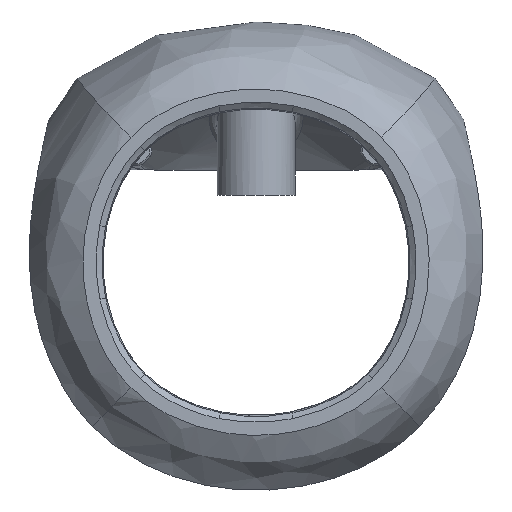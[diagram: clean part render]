
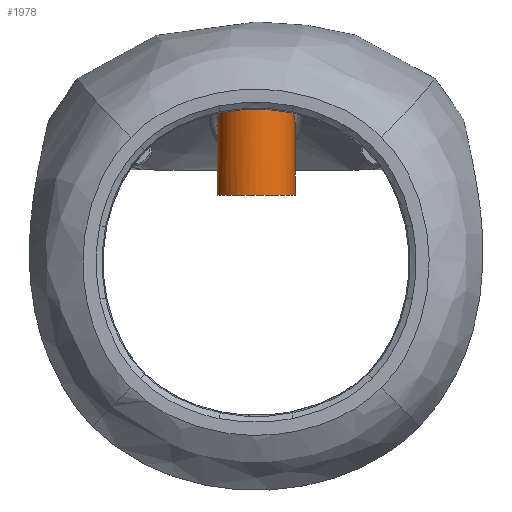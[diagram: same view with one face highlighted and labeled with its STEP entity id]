
A CAD part, front view. The second image highlights one B-rep face of the part: STEP entity #1978.
In plain terms, the highlighted cylindrical face has radius 4 mm (diameter 8 mm), a full revolution.
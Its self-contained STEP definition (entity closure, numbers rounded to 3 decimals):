
#76=LINE('',#2623,#160);
#160=VECTOR('',#2200,4.);
#244=CYLINDRICAL_SURFACE('',#2122,4.);
#254=FACE_OUTER_BOUND('',#384,.T.);
#384=EDGE_LOOP('',(#1271,#1272,#1273,#1274,#1275));
#519=B_SPLINE_CURVE_WITH_KNOTS('',3,(#2571,#2572,#2573,#2574,#2575,#2576),
 .UNSPECIFIED.,.F.,.F.,(4,2,4),(-2.869,-2.794,-2.766),
 .UNSPECIFIED.);
#520=B_SPLINE_CURVE_WITH_KNOTS('',3,(#2577,#2578,#2579,#2580,#2581,#2582,
#2583,#2584,#2585,#2586,#2587,#2588,#2589,#2590,#2591,#2592,#2593,#2594),
 .UNSPECIFIED.,.F.,.F.,(4,2,2,1,2,2,1,1,2,1,4),(-2.766,-2.311,
-2.014,-1.866,-1.717,-1.235,-0.907,
-0.743,-0.579,-0.29,0.),
 .UNSPECIFIED.);
#719=CIRCLE('',#2123,4.);
#749=VERTEX_POINT('',#2568);
#750=VERTEX_POINT('',#2570);
#753=VERTEX_POINT('',#2622);
#945=EDGE_CURVE('',#749,#750,#519,.T.);
#946=EDGE_CURVE('',#750,#749,#520,.T.);
#950=EDGE_CURVE('',#750,#753,#76,.T.);
#951=EDGE_CURVE('',#753,#753,#719,.T.);
#1271=ORIENTED_EDGE('',*,*,#945,.F.);
#1272=ORIENTED_EDGE('',*,*,#946,.F.);
#1273=ORIENTED_EDGE('',*,*,#950,.T.);
#1274=ORIENTED_EDGE('',*,*,#951,.T.);
#1275=ORIENTED_EDGE('',*,*,#950,.F.);
#1978=ADVANCED_FACE('',(#254),#244,.T.);
#2122=AXIS2_PLACEMENT_3D('',#2621,#2198,#2199);
#2123=AXIS2_PLACEMENT_3D('',#2624,#2201,#2202);
#2198=DIRECTION('center_axis',(0.,0.,1.));
#2199=DIRECTION('ref_axis',(-1.,0.,0.));
#2200=DIRECTION('',(0.,0.,-1.));
#2201=DIRECTION('center_axis',(0.,0.,1.));
#2202=DIRECTION('ref_axis',(-1.,0.,0.));
#2568=CARTESIAN_POINT('',(3.913,17.168,56.046));
#2570=CARTESIAN_POINT('',(4.,18.,55.31));
#2571=CARTESIAN_POINT('Ctrl Pts',(3.913,17.168,56.046));
#2572=CARTESIAN_POINT('Ctrl Pts',(3.956,17.372,55.875));
#2573=CARTESIAN_POINT('Ctrl Pts',(3.983,17.577,55.696));
#2574=CARTESIAN_POINT('Ctrl Pts',(3.998,17.853,55.446));
#2575=CARTESIAN_POINT('Ctrl Pts',(3.999,17.926,55.378));
#2576=CARTESIAN_POINT('Ctrl Pts',(4.,18.,55.31));
#2577=CARTESIAN_POINT('Ctrl Pts',(4.,18.,55.31));
#2578=CARTESIAN_POINT('Ctrl Pts',(4.001,19.205,54.183));
#2579=CARTESIAN_POINT('Ctrl Pts',(3.489,20.304,52.883));
#2580=CARTESIAN_POINT('Ctrl Pts',(1.912,21.61,51.126));
#2581=CARTESIAN_POINT('Ctrl Pts',(1.012,22.,50.528));
#2582=CARTESIAN_POINT('Ctrl Pts',(-0.501,22.001,50.526));
#2583=CARTESIAN_POINT('Ctrl Pts',(-1.479,21.802,50.834));
#2584=CARTESIAN_POINT('Ctrl Pts',(-2.217,21.353,51.471));
#2585=CARTESIAN_POINT('Ctrl Pts',(-3.553,20.253,52.952));
#2586=CARTESIAN_POINT('Ctrl Pts',(-4.059,19.074,54.34));
#2587=CARTESIAN_POINT('Ctrl Pts',(-3.949,16.904,56.309));
#2588=CARTESIAN_POINT('Ctrl Pts',(-3.408,15.485,57.369));
#2589=CARTESIAN_POINT('Ctrl Pts',(-1.651,14.232,58.17));
#2590=CARTESIAN_POINT('Ctrl Pts',(-0.553,13.998,58.31));
#2591=CARTESIAN_POINT('Ctrl Pts',(0.98,13.995,58.31));
#2592=CARTESIAN_POINT('Ctrl Pts',(2.888,14.775,57.856));
#2593=CARTESIAN_POINT('Ctrl Pts',(3.746,16.386,56.704));
#2594=CARTESIAN_POINT('Ctrl Pts',(3.913,17.168,56.046));
#2621=CARTESIAN_POINT('Origin',(0.,18.,48.025));
#2622=CARTESIAN_POINT('',(4.,18.,48.025));
#2623=CARTESIAN_POINT('',(4.,18.,48.025));
#2624=CARTESIAN_POINT('Origin',(0.,18.,48.025));
